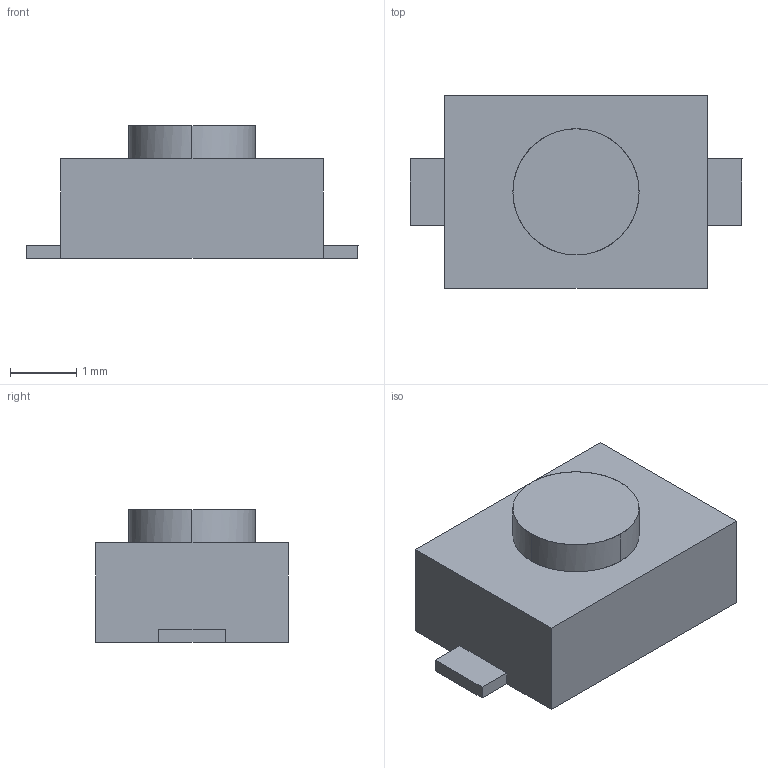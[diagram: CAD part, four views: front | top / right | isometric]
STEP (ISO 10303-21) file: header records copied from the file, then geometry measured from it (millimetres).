
FILE_DESCRIPTION(('FreeCAD Model'),'2;1');
FILE_NAME('Product.step', '2020-12-07T19:06:31',('kicad StepUp'),('ksu MCAD'), 'Open CASCADE STEP processor 7.3','FreeCAD','Unknown');
FILE_SCHEMA(('AUTOMOTIVE_DESIGN { 1 0 10303 214 1 1 1 1 }'));
Length unit declared in the file: millimetre
Products named in the file (1): Product
Bounding box: 5 x 2.9 x 2 mm (x, y, z)
Surface area: 49 mm2 (no closed solid volume)
Topology: 0 solids, 19 shells, 19 faces, 192 edges, 480 vertices
Faces by surface type: bspline 19
Entity records: 2786 total; most frequent: CARTESIAN_POINT 981, B_SPLINE_CURVE_WITH_KNOTS 160, STYLED_ITEM 115, PRESENTATION_STYLE_ASSIGNMENT 115, SURFACE_STYLE_USAGE 115, SURFACE_SIDE_STYLE 115, SURFACE_STYLE_FILL_AREA 115, FILL_AREA_STYLE 115
